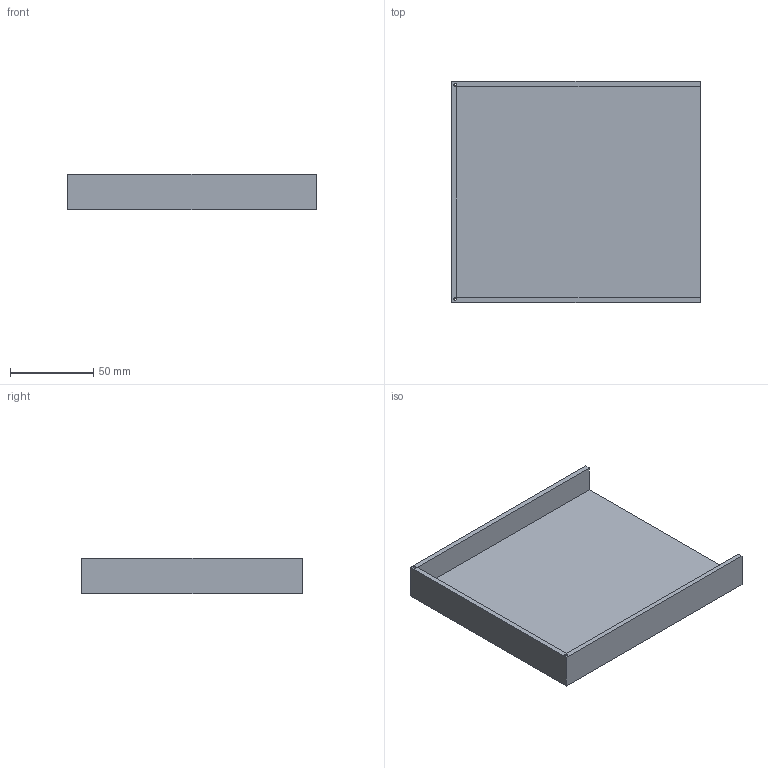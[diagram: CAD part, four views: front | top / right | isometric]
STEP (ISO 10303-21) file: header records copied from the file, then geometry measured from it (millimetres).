
FILE_DESCRIPTION(/* description */ (''),/* implementation_level */ '2;1');
FILE_NAME(/* name */ 'KeyboardL.step',/* time_stamp */ '2025-05-22T23:01:33-04:00',/* author */ (''),/* organization */ (''),/* preprocessor_version */ 'ST-DEVELOPER v20.1',/* originating_system */ 'Autodesk Translation Framework v14.10.0.0',/* authorisation */ '');
FILE_SCHEMA (('AUTOMOTIVE_DESIGN { 1 0 10303 214 3 1 1 }'));
Length unit declared in the file: millimetre
Products named in the file (1): saturnChassis
Bounding box: 149.1 x 132.56 x 21 mm (x, y, z)
Volume: 119083.5 mm3; surface area: 56300.2 mm2
Topology: 1 solids, 1 shells, 16 faces, 36 edges, 24 vertices
Faces by surface type: plane 12, cylinder 4
Full cylindrical faces by diameter (mm): 1.567 x2, 3 x2
Entity records: 478 total; most frequent: DIRECTION 78, CARTESIAN_POINT 77, ORIENTED_EDGE 72, EDGE_CURVE 36, LINE 28, VECTOR 28, AXIS2_PLACEMENT_3D 25, VERTEX_POINT 24
